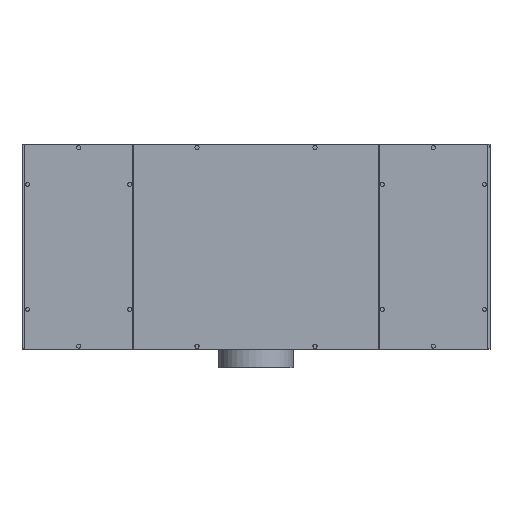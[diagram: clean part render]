
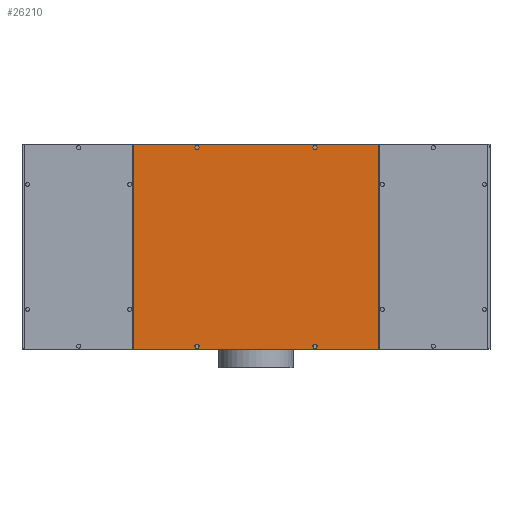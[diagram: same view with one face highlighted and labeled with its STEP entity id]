
A CAD part, top view. The second image highlights one B-rep face of the part: STEP entity #26210.
In plain terms, the highlighted planar face has unit normal (0, 0, 1).
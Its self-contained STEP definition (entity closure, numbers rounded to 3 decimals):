
#22500=CARTESIAN_POINT('',(-346.25,439.,441.5));
#22510=DIRECTION('',(1.,0.,0.));
#22520=VECTOR('',#22510,1.);
#22530=LINE('',#22500,#22520);
#22540=CARTESIAN_POINT('',(-318.5,439.,
441.5));
#22550=VERTEX_POINT('',#22540);
#22560=CARTESIAN_POINT('',(723.5,439.,
441.5));
#22570=VERTEX_POINT('',#22560);
#22580=EDGE_CURVE('',#22550,#22570,#22530,.T.);
#23990=CARTESIAN_POINT('',(723.5,4.5,
441.5));
#24000=DIRECTION('',(0.,-1.,0.));
#24010=VECTOR('',#24000,1.);
#24020=LINE('',#23990,#24010);
#24030=CARTESIAN_POINT('',(723.5,-430.,
441.5));
#24040=VERTEX_POINT('',#24030);
#24050=EDGE_CURVE('',#22570,#24040,#24020,.T.);
#25080=CARTESIAN_POINT('',(-318.5,4.5,
441.5));
#25090=DIRECTION('',(0.,1.,0.));
#25100=VECTOR('',#25090,1.);
#25110=LINE('',#25080,#25100);
#25120=CARTESIAN_POINT('',(-318.5,-430.,
441.5));
#25130=VERTEX_POINT('',#25120);
#25140=EDGE_CURVE('',#25130,#22550,#25110,.T.);
#25450=CARTESIAN_POINT('',(-346.25,4.5,441.5));
#25460=DIRECTION('',(0.,0.,1.));
#25470=DIRECTION('',(1.,0.,0.));
#25480=AXIS2_PLACEMENT_3D('',#25450,#25460,#25470);
#25490=PLANE('',#25480);
#25500=CARTESIAN_POINT('',(452.5,425.5,
441.5));
#25510=DIRECTION('',(0.,0.,1.));
#25520=DIRECTION('',(1.,0.,0.));
#25530=AXIS2_PLACEMENT_3D('',#25500,#25510,#25520);
#25540=CIRCLE('',#25530,8.8);
#25550=CARTESIAN_POINT('',(461.3,425.5,
441.5));
#25560=VERTEX_POINT('',#25550);
#25570=CARTESIAN_POINT('',(443.7,425.5,
441.5));
#25580=VERTEX_POINT('',#25570);
#25590=EDGE_CURVE('',#25560,#25580,#25540,.T.);
#25600=ORIENTED_EDGE('',*,*,#25590,.F.);
#25610=EDGE_CURVE('',#25580,#25560,#25540,.T.);
#25620=ORIENTED_EDGE('',*,*,#25610,.F.);
#25630=EDGE_LOOP('',(#25620,#25600));
#25640=FACE_BOUND('',#25630,.T.);
#25650=CARTESIAN_POINT('',(-47.5,-416.5,
441.5));
#25660=DIRECTION('',(0.,0.,1.));
#25670=DIRECTION('',(1.,0.,0.));
#25680=AXIS2_PLACEMENT_3D('',#25650,#25660,#25670);
#25690=CIRCLE('',#25680,8.8);
#25700=CARTESIAN_POINT('',(-38.7,-416.5,
441.5));
#25710=VERTEX_POINT('',#25700);
#25720=CARTESIAN_POINT('',(-56.3,-416.5,
441.5));
#25730=VERTEX_POINT('',#25720);
#25740=EDGE_CURVE('',#25710,#25730,#25690,.T.);
#25750=ORIENTED_EDGE('',*,*,#25740,.F.);
#25760=EDGE_CURVE('',#25730,#25710,#25690,.T.);
#25770=ORIENTED_EDGE('',*,*,#25760,.F.);
#25780=EDGE_LOOP('',(#25770,#25750));
#25790=FACE_BOUND('',#25780,.T.);
#25800=CARTESIAN_POINT('',(-47.5,425.5,
441.5));
#25810=DIRECTION('',(0.,0.,1.));
#25820=DIRECTION('',(1.,0.,0.));
#25830=AXIS2_PLACEMENT_3D('',#25800,#25810,#25820);
#25840=CIRCLE('',#25830,8.8);
#25850=CARTESIAN_POINT('',(-38.7,425.5,
441.5));
#25860=VERTEX_POINT('',#25850);
#25870=CARTESIAN_POINT('',(-56.3,425.5,
441.5));
#25880=VERTEX_POINT('',#25870);
#25890=EDGE_CURVE('',#25860,#25880,#25840,.T.);
#25900=ORIENTED_EDGE('',*,*,#25890,.F.);
#25910=EDGE_CURVE('',#25880,#25860,#25840,.T.);
#25920=ORIENTED_EDGE('',*,*,#25910,.F.);
#25930=EDGE_LOOP('',(#25920,#25900));
#25940=FACE_BOUND('',#25930,.T.);
#25950=CARTESIAN_POINT('',(452.5,-416.5,
441.5));
#25960=DIRECTION('',(0.,0.,1.));
#25970=DIRECTION('',(1.,0.,0.));
#25980=AXIS2_PLACEMENT_3D('',#25950,#25960,#25970);
#25990=CIRCLE('',#25980,8.8);
#26000=CARTESIAN_POINT('',(461.3,-416.5,
441.5));
#26010=VERTEX_POINT('',#26000);
#26020=CARTESIAN_POINT('',(443.7,-416.5,
441.5));
#26030=VERTEX_POINT('',#26020);
#26040=EDGE_CURVE('',#26010,#26030,#25990,.T.);
#26050=ORIENTED_EDGE('',*,*,#26040,.F.);
#26060=EDGE_CURVE('',#26030,#26010,#25990,.T.);
#26070=ORIENTED_EDGE('',*,*,#26060,.F.);
#26080=EDGE_LOOP('',(#26070,#26050));
#26090=FACE_BOUND('',#26080,.T.);
#26100=CARTESIAN_POINT('',(-548.75,-430.,441.5));
#26110=DIRECTION('',(-1.,0.,0.));
#26120=VECTOR('',#26110,1.);
#26130=LINE('',#26100,#26120);
#26140=EDGE_CURVE('',#24040,#25130,#26130,.T.);
#26150=ORIENTED_EDGE('',*,*,#26140,.F.);
#26160=ORIENTED_EDGE('',*,*,#25140,.F.);
#26170=ORIENTED_EDGE('',*,*,#22580,.F.);
#26180=ORIENTED_EDGE('',*,*,#24050,.F.);
#26190=EDGE_LOOP('',(#26180,#26170,#26160,#26150));
#26200=FACE_OUTER_BOUND('',#26190,.T.);
#26210=ADVANCED_FACE('',(#25640,#25790,#25940,#26090,#26200),#25490,.T.)
;
